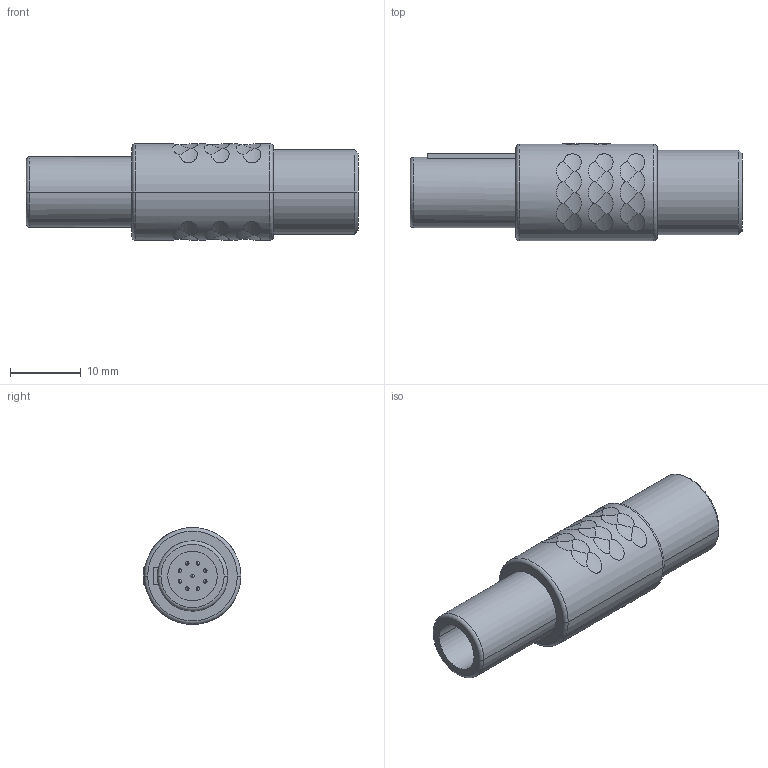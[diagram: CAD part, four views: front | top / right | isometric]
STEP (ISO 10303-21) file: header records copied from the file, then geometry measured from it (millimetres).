
FILE_DESCRIPTION((''),'2;1');
FILE_NAME('S11M0_-P09M','2023-09-11T10:55:19',('RTrager'),(''),'CREO PARAMETRIC BY PTC INC, 2022014','CREO PARAMETRIC BY PTC INC, 2022014','');
FILE_SCHEMA(('AUTOMOTIVE_DESIGN { 1 0 10303 214 1 1 1 1 }'));
Length unit declared in the file: millimetre
Products named in the file (1): S11M0_-P09M
Bounding box: 47 x 13.85 x 13.7 mm (x, y, z)
Volume: 4270.4 mm3; surface area: 2895.4 mm2
Topology: 1 solids, 1 shells, 235 faces, 598 edges, 377 vertices
Faces by surface type: cylinder 129, plane 64, sphere 18, torus 14, bspline 8, cone 2
Entity records: 12156 total; most frequent: CARTESIAN_POINT 2802, ORIENTED_EDGE 1160, DIRECTION 1142, EDGE_CURVE 580, AXIS2_PLACEMENT_3D 462, PROPERTY_DEFINITION 409, REPRESENTATION 408, PROPERTY_DEFINITION_REPRESENTATION 408
